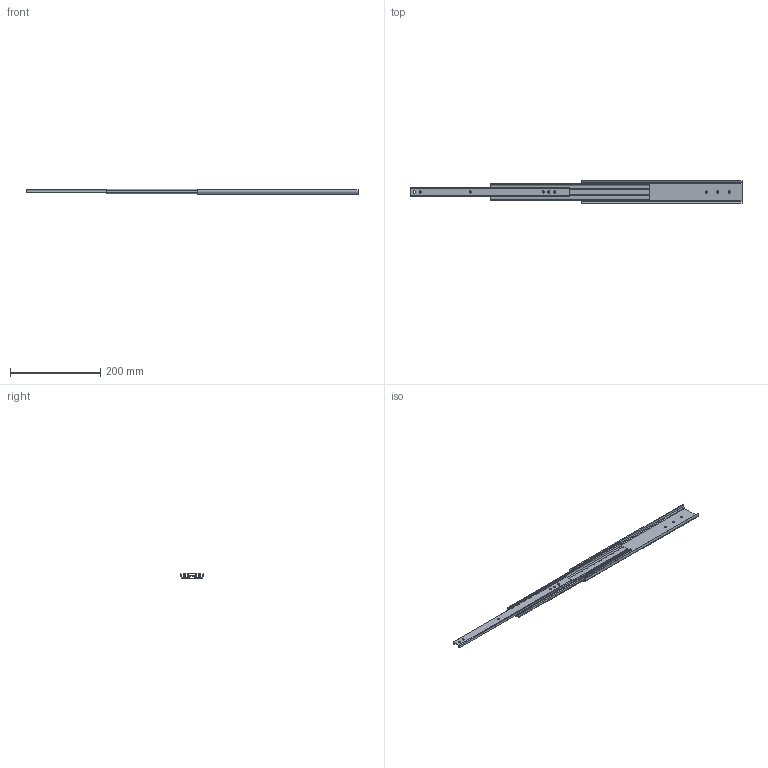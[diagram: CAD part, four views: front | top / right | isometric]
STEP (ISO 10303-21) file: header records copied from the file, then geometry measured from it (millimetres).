
FILE_DESCRIPTION(/* description */ (''),/* implementation_level */ '2;1');
FILE_NAME(/* name */ '63835A42 McMASTER-CARR drawer slide.stp',/* time_stamp */ '2014-04-15T23:46:38-04:00',/* author */ ('TODD D MILLER'),/* organization */ (''),/* preprocessor_version */ 'ST-DEVELOPER v15.2',/* originating_system */ 'Autodesk Inventor 2014',/* authorisation */ '');
FILE_SCHEMA (('AUTOMOTIVE_DESIGN { 1 0 10303 214 3 1 1 }'));
Length unit declared in the file: inch
Products named in the file (4): 63835A420 BASE; 63835A420 CENTER; 63835A420 END; 63835A42
Bounding box: 736.6 x 50.76 x 12.7 mm (x, y, z)
Volume: 92045.4 mm3; surface area: 124233.4 mm2
Topology: 3 solids, 3 shells, 116 faces, 330 edges, 220 vertices
Faces by surface type: plane 60, cylinder 56
Entity records: 3940 total; most frequent: DIRECTION 688, CARTESIAN_POINT 673, ORIENTED_EDGE 660, EDGE_CURVE 330, AXIS2_PLACEMENT_3D 235, VERTEX_POINT 220, LINE 218, VECTOR 218
